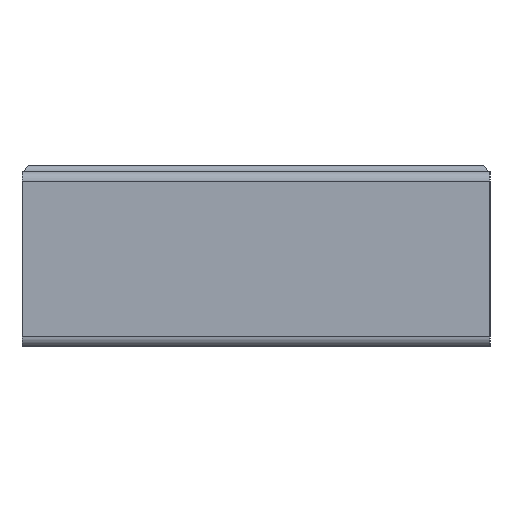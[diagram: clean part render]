
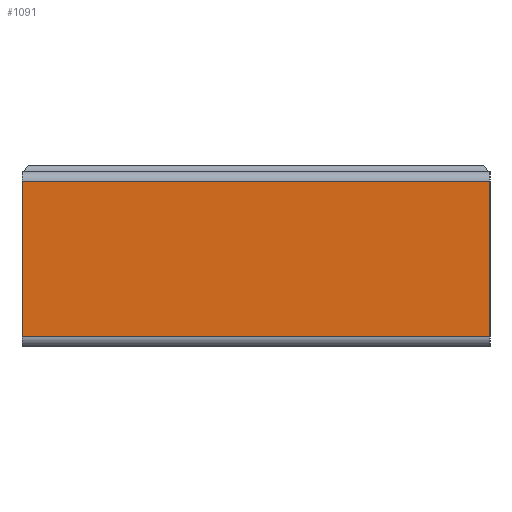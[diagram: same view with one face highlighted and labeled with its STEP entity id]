
A CAD part, left-side view. The second image highlights one B-rep face of the part: STEP entity #1091.
In plain terms, the highlighted planar face has unit normal (-1, 0, 0).
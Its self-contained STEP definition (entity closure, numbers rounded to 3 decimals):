
#218=ORIENTED_EDGE('',*,*,#371,.F.);
#219=ORIENTED_EDGE('',*,*,#372,.T.);
#220=ORIENTED_EDGE('',*,*,#350,.T.);
#221=ORIENTED_EDGE('',*,*,#373,.T.);
#350=EDGE_CURVE('',#438,#439,#527,.T.);
#371=EDGE_CURVE('',#450,#451,#545,.T.);
#372=EDGE_CURVE('',#450,#438,#546,.F.);
#373=EDGE_CURVE('',#439,#451,#547,.T.);
#438=VERTEX_POINT('',#1545);
#439=VERTEX_POINT('',#1546);
#450=VERTEX_POINT('',#1586);
#451=VERTEX_POINT('',#1587);
#527=LINE('',#1544,#623);
#545=LINE('',#1585,#641);
#546=LINE('',#1588,#642);
#547=LINE('',#1589,#643);
#623=VECTOR('',#1305,1000.);
#641=VECTOR('',#1345,1000.);
#642=VECTOR('',#1346,1000.);
#643=VECTOR('',#1347,1000.);
#676=EDGE_LOOP('',(#218,#219,#220,#221));
#718=FACE_BOUND('',#676,.T.);
#760=PLANE('',#1148);
#1091=ADVANCED_FACE('',(#718),#760,.T.);
#1148=AXIS2_PLACEMENT_3D('',#1584,#1343,#1344);
#1305=DIRECTION('',(0.,0.,1.));
#1343=DIRECTION('',(-1.,0.,0.));
#1344=DIRECTION('',(0.,0.,1.));
#1345=DIRECTION('',(0.,0.,1.));
#1346=DIRECTION('',(0.,1.,0.));
#1347=DIRECTION('',(0.,1.,0.));
#1544=CARTESIAN_POINT('',(-1.6,-0.8,0.));
#1545=CARTESIAN_POINT('',(-1.6,-0.8,0.034));
#1546=CARTESIAN_POINT('',(-1.6,-0.8,0.566));
#1584=CARTESIAN_POINT('',(-1.6,-0.8,0.));
#1585=CARTESIAN_POINT('',(-1.6,0.8,0.));
#1586=CARTESIAN_POINT('',(-1.6,0.8,0.034));
#1587=CARTESIAN_POINT('',(-1.6,0.8,0.566));
#1588=CARTESIAN_POINT('',(-1.6,-0.8,0.034));
#1589=CARTESIAN_POINT('',(-1.6,-0.8,0.566));
